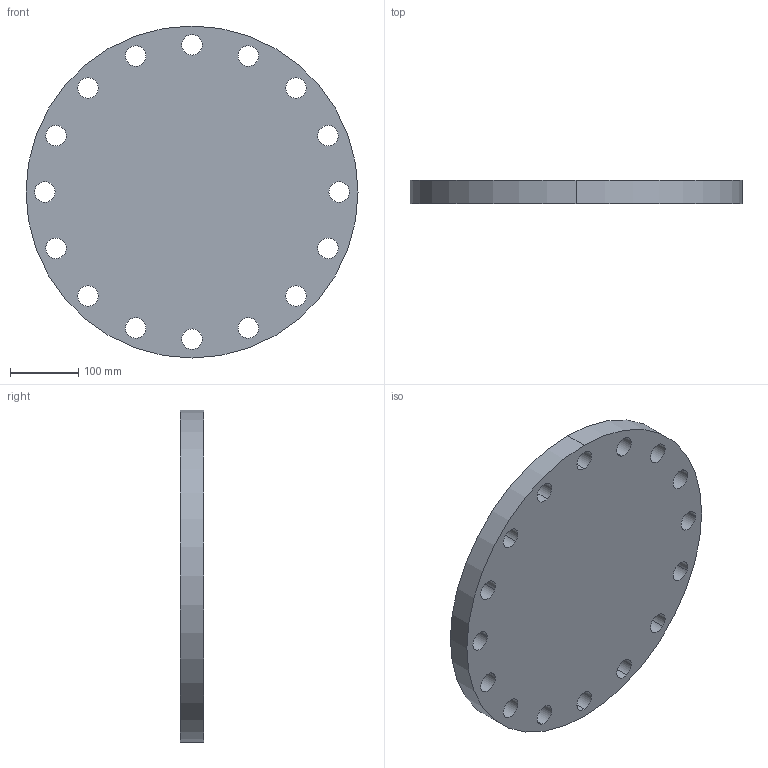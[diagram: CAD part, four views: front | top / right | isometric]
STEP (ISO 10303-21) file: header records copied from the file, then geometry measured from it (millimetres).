
FILE_DESCRIPTION (( 'STEP AP203' ), '1' );
FILE_NAME ('3D_R184_PN25_DN300_17654520.STEP', '2024-07-03T09:27:16', ( '' ), ( '' ), 'SwSTEP 2.0', 'SolidWorks 2024', '' );
FILE_SCHEMA (( 'CONFIG_CONTROL_DESIGN' ));
Length unit declared in the file: millimetre
Products named in the file (1): 3D_R184_PN25_DN300_17654520
Bounding box: 485 x 34 x 485 mm (x, y, z)
Volume: 5896808.7 mm3; surface area: 449946.8 mm2
Topology: 1 solids, 1 shells, 36 faces, 102 edges, 68 vertices
Faces by surface type: cylinder 34, plane 2
Entity records: 1355 total; most frequent: DIRECTION 244, CARTESIAN_POINT 207, ORIENTED_EDGE 204, AXIS2_PLACEMENT_3D 105, EDGE_CURVE 102, EDGE_LOOP 68, VERTEX_POINT 68, CIRCLE 68
